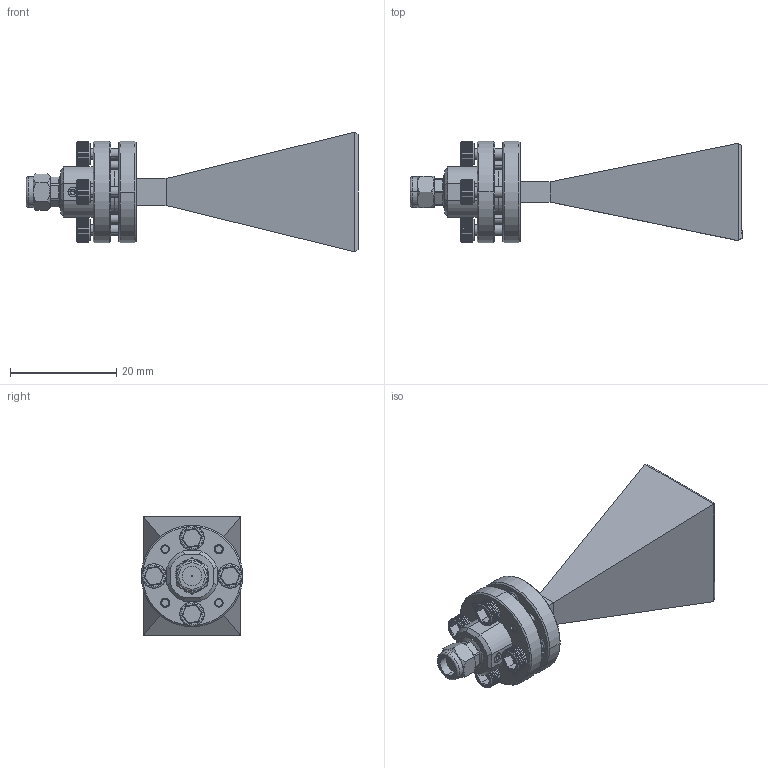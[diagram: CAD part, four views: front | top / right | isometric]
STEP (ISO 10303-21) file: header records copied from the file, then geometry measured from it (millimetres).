
FILE_DESCRIPTION (( 'STEP AP203' ), '1' );
FILE_NAME ('SAR-2309-101M-E2.STEP', '2019-10-25T22:27:45', ( '' ), ( '' ), 'SwSTEP 2.0', 'SolidWorks 2016', '' );
FILE_SCHEMA (( 'CONFIG_CONTROL_DESIGN' ));
Length unit declared in the file: inch
Products named in the file (1): SAR-2309-101M-E2
Bounding box: 62.37 x 19.05 x 22.47 mm (x, y, z)
Volume: 4856.6 mm3; surface area: 6740.8 mm2
Topology: 15 solids, 15 shells, 1034 faces, 2711 edges, 1733 vertices
Faces by surface type: plane 532, cylinder 332, cone 150, torus 10, bspline 10
Entity records: 36607 total; most frequent: CARTESIAN_POINT 12639, ORIENTED_EDGE 5406, DIRECTION 4434, EDGE_CURVE 2703, VERTEX_POINT 1733, AXIS2_PLACEMENT_3D 1697, EDGE_LOOP 1104, VECTOR 1040
